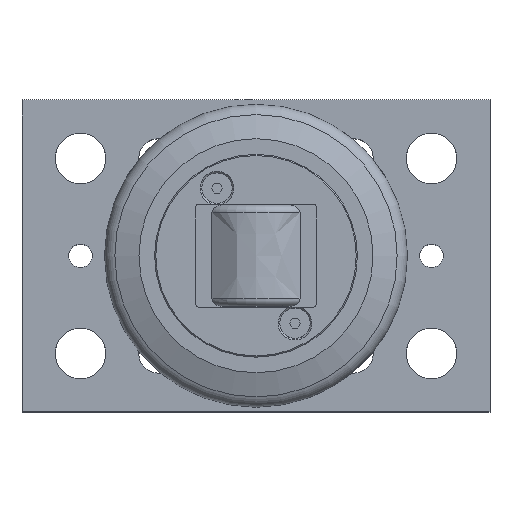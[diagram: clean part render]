
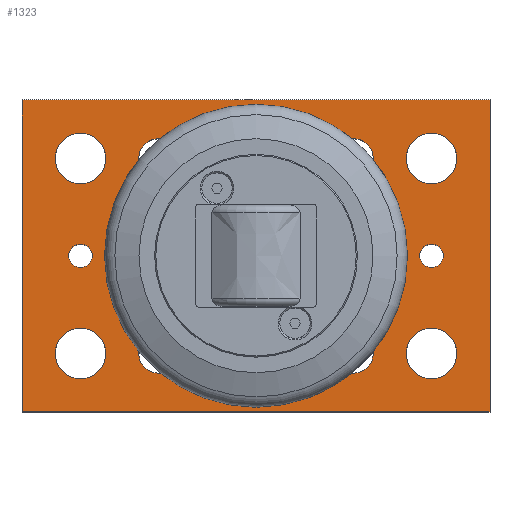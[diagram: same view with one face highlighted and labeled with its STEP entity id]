
A CAD part, top view. The second image highlights one B-rep face of the part: STEP entity #1323.
In plain terms, the highlighted planar face has unit normal (0, 0, 1).
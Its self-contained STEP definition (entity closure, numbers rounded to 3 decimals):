
#63=FACE_BOUND('',#290,.T.);
#64=FACE_BOUND('',#291,.T.);
#65=FACE_BOUND('',#292,.T.);
#66=FACE_BOUND('',#293,.T.);
#67=FACE_BOUND('',#294,.T.);
#68=FACE_BOUND('',#295,.T.);
#69=FACE_BOUND('',#296,.T.);
#70=FACE_BOUND('',#297,.T.);
#71=FACE_BOUND('',#298,.T.);
#72=FACE_BOUND('',#299,.T.);
#73=FACE_BOUND('',#300,.T.);
#126=CIRCLE('',#1452,26.5);
#127=CIRCLE('',#1453,5.053);
#128=CIRCLE('',#1454,5.053);
#129=CIRCLE('',#1455,5.053);
#130=CIRCLE('',#1456,5.053);
#131=CIRCLE('',#1457,5.053);
#132=CIRCLE('',#1458,5.053);
#133=CIRCLE('',#1459,5.053);
#134=CIRCLE('',#1460,5.053);
#135=CIRCLE('',#1461,6.5);
#136=CIRCLE('',#1462,6.5);
#137=CIRCLE('',#1463,6.5);
#138=CIRCLE('',#1464,6.5);
#139=CIRCLE('',#1465,3.);
#140=CIRCLE('',#1466,3.);
#214=FACE_OUTER_BOUND('',#289,.T.);
#289=EDGE_LOOP('',(#1092,#1093,#1094,#1095));
#290=EDGE_LOOP('',(#1096));
#291=EDGE_LOOP('',(#1097,#1098));
#292=EDGE_LOOP('',(#1099,#1100));
#293=EDGE_LOOP('',(#1101,#1102));
#294=EDGE_LOOP('',(#1103,#1104));
#295=EDGE_LOOP('',(#1105));
#296=EDGE_LOOP('',(#1106));
#297=EDGE_LOOP('',(#1107));
#298=EDGE_LOOP('',(#1108));
#299=EDGE_LOOP('',(#1109));
#300=EDGE_LOOP('',(#1110));
#414=LINE('',#2241,#513);
#415=LINE('',#2243,#514);
#416=LINE('',#2245,#515);
#417=LINE('',#2246,#516);
#513=VECTOR('',#1759,10.);
#514=VECTOR('',#1760,10.);
#515=VECTOR('',#1761,10.);
#516=VECTOR('',#1762,10.);
#621=VERTEX_POINT('',#2239);
#622=VERTEX_POINT('',#2240);
#623=VERTEX_POINT('',#2242);
#624=VERTEX_POINT('',#2244);
#625=VERTEX_POINT('',#2247);
#626=VERTEX_POINT('',#2249);
#627=VERTEX_POINT('',#2250);
#628=VERTEX_POINT('',#2253);
#629=VERTEX_POINT('',#2254);
#630=VERTEX_POINT('',#2257);
#631=VERTEX_POINT('',#2258);
#632=VERTEX_POINT('',#2261);
#633=VERTEX_POINT('',#2262);
#634=VERTEX_POINT('',#2265);
#635=VERTEX_POINT('',#2267);
#636=VERTEX_POINT('',#2269);
#637=VERTEX_POINT('',#2271);
#638=VERTEX_POINT('',#2273);
#639=VERTEX_POINT('',#2275);
#790=EDGE_CURVE('',#621,#622,#414,.T.);
#791=EDGE_CURVE('',#623,#621,#415,.T.);
#792=EDGE_CURVE('',#624,#623,#416,.T.);
#793=EDGE_CURVE('',#622,#624,#417,.T.);
#794=EDGE_CURVE('',#625,#625,#126,.T.);
#795=EDGE_CURVE('',#626,#627,#127,.T.);
#796=EDGE_CURVE('',#627,#626,#128,.T.);
#797=EDGE_CURVE('',#628,#629,#129,.T.);
#798=EDGE_CURVE('',#629,#628,#130,.T.);
#799=EDGE_CURVE('',#630,#631,#131,.T.);
#800=EDGE_CURVE('',#631,#630,#132,.T.);
#801=EDGE_CURVE('',#632,#633,#133,.T.);
#802=EDGE_CURVE('',#633,#632,#134,.T.);
#803=EDGE_CURVE('',#634,#634,#135,.T.);
#804=EDGE_CURVE('',#635,#635,#136,.T.);
#805=EDGE_CURVE('',#636,#636,#137,.T.);
#806=EDGE_CURVE('',#637,#637,#138,.T.);
#807=EDGE_CURVE('',#638,#638,#139,.T.);
#808=EDGE_CURVE('',#639,#639,#140,.T.);
#1092=ORIENTED_EDGE('',*,*,#790,.F.);
#1093=ORIENTED_EDGE('',*,*,#791,.F.);
#1094=ORIENTED_EDGE('',*,*,#792,.F.);
#1095=ORIENTED_EDGE('',*,*,#793,.F.);
#1096=ORIENTED_EDGE('',*,*,#794,.T.);
#1097=ORIENTED_EDGE('',*,*,#795,.T.);
#1098=ORIENTED_EDGE('',*,*,#796,.T.);
#1099=ORIENTED_EDGE('',*,*,#797,.T.);
#1100=ORIENTED_EDGE('',*,*,#798,.T.);
#1101=ORIENTED_EDGE('',*,*,#799,.T.);
#1102=ORIENTED_EDGE('',*,*,#800,.T.);
#1103=ORIENTED_EDGE('',*,*,#801,.T.);
#1104=ORIENTED_EDGE('',*,*,#802,.T.);
#1105=ORIENTED_EDGE('',*,*,#803,.T.);
#1106=ORIENTED_EDGE('',*,*,#804,.T.);
#1107=ORIENTED_EDGE('',*,*,#805,.T.);
#1108=ORIENTED_EDGE('',*,*,#806,.T.);
#1109=ORIENTED_EDGE('',*,*,#807,.T.);
#1110=ORIENTED_EDGE('',*,*,#808,.T.);
#1270=PLANE('',#1451);
#1323=ADVANCED_FACE('',(#214,#63,#64,#65,#66,#67,#68,#69,#70,#71,#72,#73),
#1270,.T.);
#1451=AXIS2_PLACEMENT_3D('',#2238,#1757,#1758);
#1452=AXIS2_PLACEMENT_3D('',#2248,#1763,#1764);
#1453=AXIS2_PLACEMENT_3D('',#2251,#1765,#1766);
#1454=AXIS2_PLACEMENT_3D('',#2252,#1767,#1768);
#1455=AXIS2_PLACEMENT_3D('',#2255,#1769,#1770);
#1456=AXIS2_PLACEMENT_3D('',#2256,#1771,#1772);
#1457=AXIS2_PLACEMENT_3D('',#2259,#1773,#1774);
#1458=AXIS2_PLACEMENT_3D('',#2260,#1775,#1776);
#1459=AXIS2_PLACEMENT_3D('',#2263,#1777,#1778);
#1460=AXIS2_PLACEMENT_3D('',#2264,#1779,#1780);
#1461=AXIS2_PLACEMENT_3D('',#2266,#1781,#1782);
#1462=AXIS2_PLACEMENT_3D('',#2268,#1783,#1784);
#1463=AXIS2_PLACEMENT_3D('',#2270,#1785,#1786);
#1464=AXIS2_PLACEMENT_3D('',#2272,#1787,#1788);
#1465=AXIS2_PLACEMENT_3D('',#2274,#1789,#1790);
#1466=AXIS2_PLACEMENT_3D('',#2276,#1791,#1792);
#1757=DIRECTION('center_axis',(0.,0.,1.));
#1758=DIRECTION('ref_axis',(1.,0.,0.));
#1759=DIRECTION('',(0.,1.,0.));
#1760=DIRECTION('',(-1.,0.,0.));
#1761=DIRECTION('',(0.,-1.,0.));
#1762=DIRECTION('',(1.,0.,0.));
#1763=DIRECTION('center_axis',(0.,0.,-1.));
#1764=DIRECTION('ref_axis',(0.,-1.,0.));
#1765=DIRECTION('center_axis',(0.,0.,-1.));
#1766=DIRECTION('ref_axis',(1.,0.,0.));
#1767=DIRECTION('center_axis',(0.,0.,-1.));
#1768=DIRECTION('ref_axis',(1.,0.,0.));
#1769=DIRECTION('center_axis',(0.,0.,-1.));
#1770=DIRECTION('ref_axis',(1.,0.,0.));
#1771=DIRECTION('center_axis',(0.,0.,-1.));
#1772=DIRECTION('ref_axis',(1.,0.,0.));
#1773=DIRECTION('center_axis',(0.,0.,-1.));
#1774=DIRECTION('ref_axis',(1.,0.,0.));
#1775=DIRECTION('center_axis',(0.,0.,-1.));
#1776=DIRECTION('ref_axis',(1.,0.,0.));
#1777=DIRECTION('center_axis',(0.,0.,-1.));
#1778=DIRECTION('ref_axis',(1.,0.,0.));
#1779=DIRECTION('center_axis',(0.,0.,-1.));
#1780=DIRECTION('ref_axis',(1.,0.,0.));
#1781=DIRECTION('center_axis',(0.,0.,-1.));
#1782=DIRECTION('ref_axis',(-1.,0.,0.));
#1783=DIRECTION('center_axis',(0.,0.,-1.));
#1784=DIRECTION('ref_axis',(-1.,0.,0.));
#1785=DIRECTION('center_axis',(0.,0.,-1.));
#1786=DIRECTION('ref_axis',(-1.,0.,0.));
#1787=DIRECTION('center_axis',(0.,0.,-1.));
#1788=DIRECTION('ref_axis',(-1.,0.,0.));
#1789=DIRECTION('center_axis',(0.,0.,-1.));
#1790=DIRECTION('ref_axis',(-1.,0.,0.));
#1791=DIRECTION('center_axis',(0.,0.,-1.));
#1792=DIRECTION('ref_axis',(-1.,0.,0.));
#2238=CARTESIAN_POINT('Origin',(60.,40.,15.));
#2239=CARTESIAN_POINT('',(0.,0.,15.));
#2240=CARTESIAN_POINT('',(0.,80.,15.));
#2241=CARTESIAN_POINT('',(0.,80.,15.));
#2242=CARTESIAN_POINT('',(120.,0.,15.));
#2243=CARTESIAN_POINT('',(0.,0.,15.));
#2244=CARTESIAN_POINT('',(120.,80.,15.));
#2245=CARTESIAN_POINT('',(120.,0.,15.));
#2246=CARTESIAN_POINT('',(120.,80.,15.));
#2247=CARTESIAN_POINT('',(60.,66.5,15.));
#2248=CARTESIAN_POINT('Origin',(60.,40.,15.));
#2249=CARTESIAN_POINT('',(40.053,15.,15.));
#2250=CARTESIAN_POINT('',(29.947,15.,15.));
#2251=CARTESIAN_POINT('Origin',(35.,15.,15.));
#2252=CARTESIAN_POINT('Origin',(35.,15.,15.));
#2253=CARTESIAN_POINT('',(90.053,15.,15.));
#2254=CARTESIAN_POINT('',(79.947,15.,15.));
#2255=CARTESIAN_POINT('Origin',(85.,15.,15.));
#2256=CARTESIAN_POINT('Origin',(85.,15.,15.));
#2257=CARTESIAN_POINT('',(90.053,65.,15.));
#2258=CARTESIAN_POINT('',(79.947,65.,15.));
#2259=CARTESIAN_POINT('Origin',(85.,65.,15.));
#2260=CARTESIAN_POINT('Origin',(85.,65.,15.));
#2261=CARTESIAN_POINT('',(40.053,65.,15.));
#2262=CARTESIAN_POINT('',(29.947,65.,15.));
#2263=CARTESIAN_POINT('Origin',(35.,65.,15.));
#2264=CARTESIAN_POINT('Origin',(35.,65.,15.));
#2265=CARTESIAN_POINT('',(21.5,15.,15.));
#2266=CARTESIAN_POINT('Origin',(15.,15.,15.));
#2267=CARTESIAN_POINT('',(21.5,65.,15.));
#2268=CARTESIAN_POINT('Origin',(15.,65.,15.));
#2269=CARTESIAN_POINT('',(111.5,15.,15.));
#2270=CARTESIAN_POINT('Origin',(105.,15.,15.));
#2271=CARTESIAN_POINT('',(111.5,65.,15.));
#2272=CARTESIAN_POINT('Origin',(105.,65.,15.));
#2273=CARTESIAN_POINT('',(108.,40.,15.));
#2274=CARTESIAN_POINT('Origin',(105.,40.,15.));
#2275=CARTESIAN_POINT('',(18.,40.,15.));
#2276=CARTESIAN_POINT('Origin',(15.,40.,15.));
